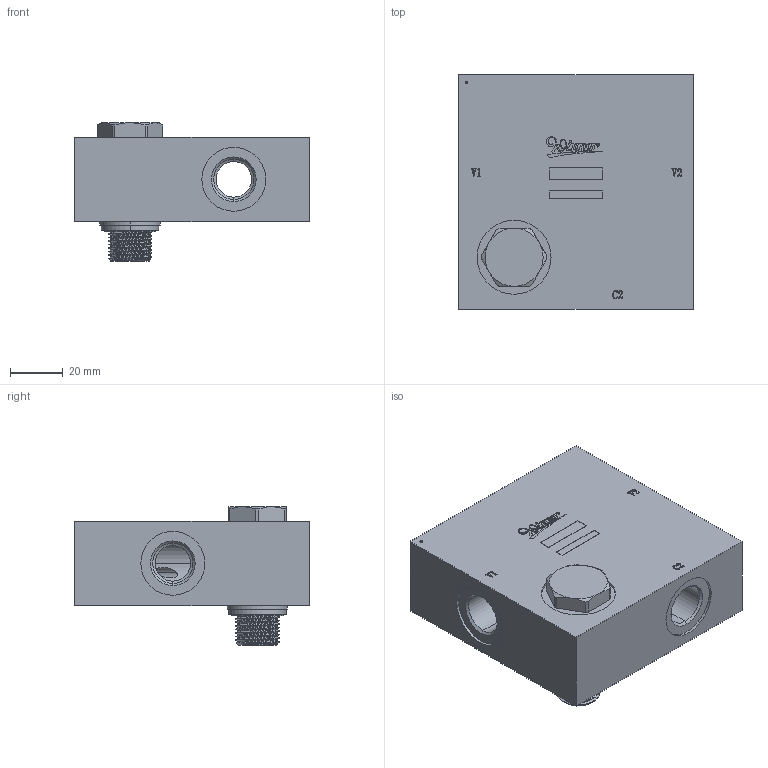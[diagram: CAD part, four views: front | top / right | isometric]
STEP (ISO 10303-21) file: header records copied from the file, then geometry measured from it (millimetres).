
FILE_DESCRIPTION (( 'STEP AP203' ), '1' );
FILE_NAME ('ML-60-CDW-11A3-11A3-G03-Z05.STEP', '2026-02-26T00:12:26', ( '' ), ( '' ), 'SwSTEP 2.0', 'SolidWorks 2018', '' );
FILE_SCHEMA (( 'CONFIG_CONTROL_DESIGN' ));
Length unit declared in the file: millimetre
Products named in the file (8): 6EF060CDWG03A005; 4KE191605A001; 4KAA015BA001_組合用(14.65); 7GX22A52001; 6GQ22A04001; 6GX22A52001; ML-60-CDW-11A3-11A3-G03-Z05; 6GX22A04001
Assembly tree (7 placements, depth 3):
  ML-60-CDW-11A3-11A3-G03-Z05
    6EF060CDWG03A005
    6GQ22A04001
      4KE191605A001
      6GX22A04001
    7GX22A52001
      4KAA015BA001_組合用(14.65)
      6GX22A52001
Bounding box: 88.9 x 88.9 x 52.4 mm (x, y, z)
Volume: 207333.1 mm3; surface area: 45238.3 mm2
Topology: 5 solids, 5 shells, 562 faces, 1510 edges, 976 vertices
Faces by surface type: cylinder 262, plane 144, bspline 88, cone 60, torus 8
Entity records: 24290 total; most frequent: CARTESIAN_POINT 9742, ORIENTED_EDGE 3012, DIRECTION 2709, EDGE_CURVE 1506, AXIS2_PLACEMENT_3D 999, VERTEX_POINT 976, VECTOR 711, LINE 711
